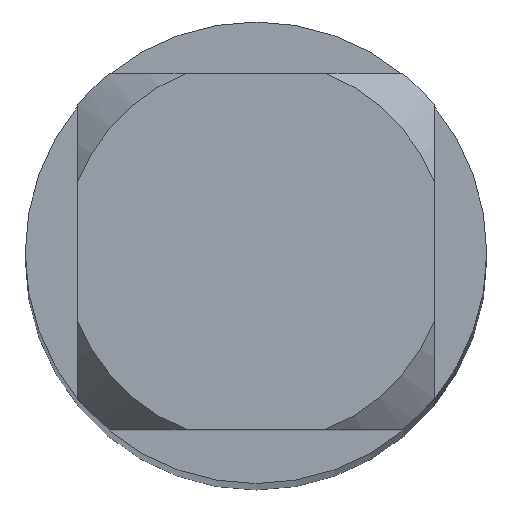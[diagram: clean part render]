
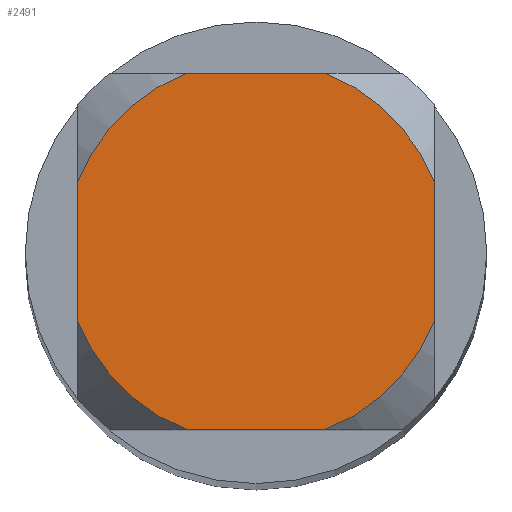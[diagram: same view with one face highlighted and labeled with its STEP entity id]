
A CAD part, top view. The second image highlights one B-rep face of the part: STEP entity #2491.
In plain terms, the highlighted planar face has unit normal (0, 0, 1).
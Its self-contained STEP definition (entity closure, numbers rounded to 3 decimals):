
#1267=VERTEX_POINT('',#3639);
#1531=VERTEX_POINT('',#3930);
#1645=EDGE_CURVE('',#2067,#2021,#4055,.T.);
#1759=VERTEX_POINT('',#4179);
#1865=EDGE_CURVE('',#3293,#1531,#4290,.T.);
#1935=EDGE_CURVE('',#3293,#2021,#4363,.T.);
#2021=VERTEX_POINT('',#4456);
#2067=VERTEX_POINT('',#4508);
#2257=EDGE_CURVE('',#2617,#1531,#4713,.T.);
#2491=ADVANCED_FACE('',(#4966),#4967,.T.);
#2493=EDGE_CURVE('',#1759,#1267,#4969,.T.);
#2617=VERTEX_POINT('',#5104);
#2797=EDGE_CURVE('',#2067,#1267,#5303,.T.);
#2971=EDGE_CURVE('',#2617,#3085,#5494,.T.);
#3085=VERTEX_POINT('',#5616);
#3293=VERTEX_POINT('',#5845);
#3321=EDGE_CURVE('',#1759,#3085,#5877,.T.);
#3639=CARTESIAN_POINT('',(0.529,-1.35,0.0));
#3930=CARTESIAN_POINT('',(-0.529,1.35,0.0));
#4055=CIRCLE('',#7663,1.45);
#4179=CARTESIAN_POINT('',(1.35,-0.529,0.0));
#4290=CIRCLE('',#8316,1.45);
#4363=LINE('',#8502,#8503);
#4456=CARTESIAN_POINT('',(-1.35,-0.529,0.0));
#4508=CARTESIAN_POINT('',(-0.529,-1.35,0.0));
#4713=LINE('',#9247,#9248);
#4966=FACE_OUTER_BOUND('',#9896,.T.);
#4967=PLANE('',#9897);
#4969=CIRCLE('',#9900,1.45);
#5104=CARTESIAN_POINT('',(0.529,1.35,0.0));
#5303=LINE('',#10850,#10851);
#5494=CIRCLE('',#11240,1.45);
#5616=CARTESIAN_POINT('',(1.35,0.529,0.0));
#5845=CARTESIAN_POINT('',(-1.35,0.529,0.0));
#5877=LINE('',#12400,#12401);
#7663=AXIS2_PLACEMENT_3D('',#13664,#13665,#13666);
#8316=AXIS2_PLACEMENT_3D('',#13883,#13884,#13885);
#8502=CARTESIAN_POINT('',(-1.35,0.363,0.0));
#8503=VECTOR('',#13942,1.0);
#9247=CARTESIAN_POINT('',(0.0,1.35,0.0));
#9248=VECTOR('',#14308,1.0);
#9896=EDGE_LOOP('',(#14549,#14550,#14551,#14552,#14553,#14554,#14555,#14556));
#9897=AXIS2_PLACEMENT_3D('',#14557,#14558,#14559);
#9900=AXIS2_PLACEMENT_3D('',#14560,#14561,#14562);
#10850=CARTESIAN_POINT('',(0.0,-1.35,0.0));
#10851=VECTOR('',#14950,1.0);
#11240=AXIS2_PLACEMENT_3D('',#15167,#15168,#15169);
#12400=CARTESIAN_POINT('',(1.35,0.363,0.0));
#12401=VECTOR('',#15541,1.0);
#13664=CARTESIAN_POINT('',(0.0,0.0,0.0));
#13665=DIRECTION('',(0.0,0.0,-1.0));
#13666=DIRECTION('',(0.0,1.0,0.0));
#13883=CARTESIAN_POINT('',(0.0,0.0,0.0));
#13884=DIRECTION('',(0.0,0.0,-1.0));
#13885=DIRECTION('',(0.0,1.0,0.0));
#13942=DIRECTION('',(-0.0,-1.0,0.0));
#14308=DIRECTION('',(-1.0,0.0,0.0));
#14549=ORIENTED_EDGE('',*,*,#1935,.T.);
#14550=ORIENTED_EDGE('',*,*,#1645,.F.);
#14551=ORIENTED_EDGE('',*,*,#2797,.T.);
#14552=ORIENTED_EDGE('',*,*,#2493,.F.);
#14553=ORIENTED_EDGE('',*,*,#3321,.T.);
#14554=ORIENTED_EDGE('',*,*,#2971,.F.);
#14555=ORIENTED_EDGE('',*,*,#2257,.T.);
#14556=ORIENTED_EDGE('',*,*,#1865,.F.);
#14557=CARTESIAN_POINT('',(0.0,0.725,0.0));
#14558=DIRECTION('',(-0.0,0.0,1.0));
#14559=DIRECTION('',(0.0,-1.0,0.0));
#14560=CARTESIAN_POINT('',(0.0,0.0,0.0));
#14561=DIRECTION('',(0.0,0.0,-1.0));
#14562=DIRECTION('',(0.0,1.0,0.0));
#14950=DIRECTION('',(1.0,0.0,0.0));
#15167=CARTESIAN_POINT('',(0.0,0.0,0.0));
#15168=DIRECTION('',(0.0,0.0,-1.0));
#15169=DIRECTION('',(0.0,1.0,0.0));
#15541=DIRECTION('',(-0.0,1.0,0.0));
